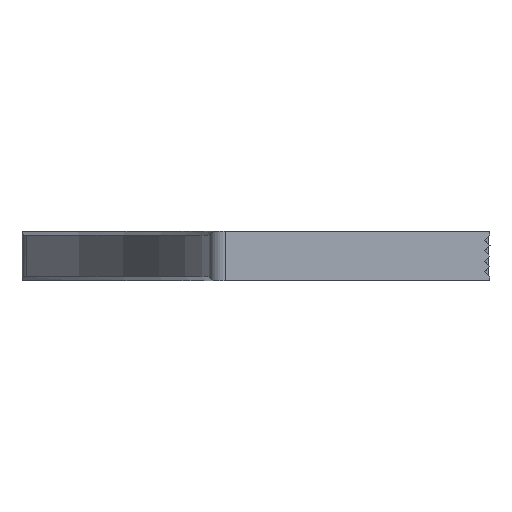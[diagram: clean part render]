
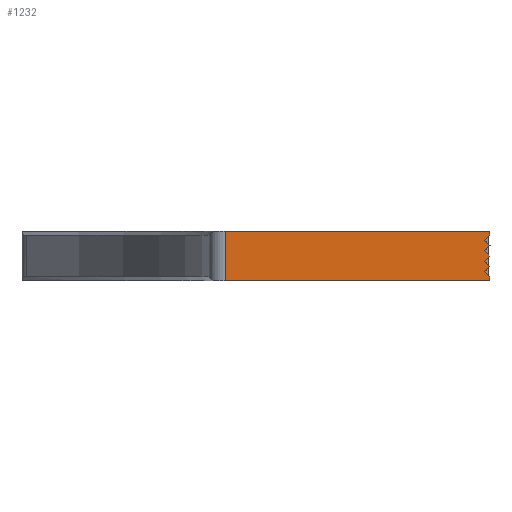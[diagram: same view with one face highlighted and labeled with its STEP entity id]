
A CAD part, front view. The second image highlights one B-rep face of the part: STEP entity #1232.
In plain terms, the highlighted planar face has unit normal (0, -1, 0).
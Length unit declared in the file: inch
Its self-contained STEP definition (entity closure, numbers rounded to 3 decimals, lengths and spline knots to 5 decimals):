
#36 = LINE ( 'NONE', #3972, #2894 ) ;
#92 = LINE ( 'NONE', #1949, #3945 ) ;
#235 = VERTEX_POINT ( 'NONE', #1085 ) ;
#241 = CARTESIAN_POINT ( 'NONE',  ( 7.12598, 0., -0.3744 ) ) ;
#260 = EDGE_LOOP ( 'NONE', ( #2506, #2112, #3968, #670, #2042, #3269, #3971, #813, #1916, #3487, #3649, #3950, #1171 ) ) ;
#273 = LINE ( 'NONE', #3944, #3894 ) ;
#304 = FACE_OUTER_BOUND ( 'NONE', #260, .T. ) ;
#429 = EDGE_CURVE ( 'NONE', #3514, #708, #2308, .T. ) ;
#452 = CARTESIAN_POINT ( 'NONE',  ( 5.004, 0., -0.3744 ) ) ;
#558 = VERTEX_POINT ( 'NONE', #1541 ) ;
#582 = VERTEX_POINT ( 'NONE', #241 ) ;
#637 = VERTEX_POINT ( 'NONE', #800 ) ;
#644 = LINE ( 'NONE', #3128, #2589 ) ;
#666 = CARTESIAN_POINT ( 'NONE',  ( 5.12748, 0., -0.3744 ) ) ;
#670 = ORIENTED_EDGE ( 'NONE', *, *, #1824, .F. ) ;
#681 = LINE ( 'NONE', #944, #3218 ) ;
#708 = VERTEX_POINT ( 'NONE', #1742 ) ;
#800 = CARTESIAN_POINT ( 'NONE',  ( 7.12598, 0., -0.02972 ) ) ;
#813 = ORIENTED_EDGE ( 'NONE', *, *, #3355, .F. ) ;
#898 = CARTESIAN_POINT ( 'NONE',  ( 5.004, 0., 0. ) ) ;
#909 = DIRECTION ( 'NONE',  ( 0., 0., 1. ) ) ;
#919 = VERTEX_POINT ( 'NONE', #1525 ) ;
#937 = DIRECTION ( 'NONE',  ( 1., 0., 0. ) ) ;
#944 = CARTESIAN_POINT ( 'NONE',  ( 7.08661, 0., -0.14783 ) ) ;
#946 = DIRECTION ( 'NONE',  ( -0.707, 0., -0.707 ) ) ;
#1063 = CARTESIAN_POINT ( 'NONE',  ( 7.12598, 0., 0. ) ) ;
#1076 = LINE ( 'NONE', #2248, #2904 ) ;
#1085 = CARTESIAN_POINT ( 'NONE',  ( 7.12598, 0., -0.10846 ) ) ;
#1091 = VERTEX_POINT ( 'NONE', #666 ) ;
#1171 = ORIENTED_EDGE ( 'NONE', *, *, #3871, .T. ) ;
#1232 = ADVANCED_FACE ( 'NONE', ( #304 ), #3675, .T. ) ;
#1239 = CARTESIAN_POINT ( 'NONE',  ( 7.12598, 0., -0.02972 ) ) ;
#1251 = VECTOR ( 'NONE', #946, 39.37008 ) ;
#1263 = DIRECTION ( 'NONE',  ( 0., 0., 1. ) ) ;
#1305 = VECTOR ( 'NONE', #3022, 39.37008 ) ;
#1313 = DIRECTION ( 'NONE',  ( -0.707, 0., -0.707 ) ) ;
#1374 = EDGE_CURVE ( 'NONE', #3931, #1424, #3948, .T. ) ;
#1424 = VERTEX_POINT ( 'NONE', #1063 ) ;
#1437 = EDGE_CURVE ( 'NONE', #3931, #1091, #2280, .T. ) ;
#1438 = AXIS2_PLACEMENT_3D ( 'NONE', #452, #2922, #3165 ) ;
#1525 = CARTESIAN_POINT ( 'NONE',  ( 7.08661, 0., -0.14783 ) ) ;
#1541 = CARTESIAN_POINT ( 'NONE',  ( 7.12598, 0., -0.1872 ) ) ;
#1630 = DIRECTION ( 'NONE',  ( 0.707, 0., -0.707 ) ) ;
#1702 = VECTOR ( 'NONE', #2098, 39.37008 ) ;
#1731 = VECTOR ( 'NONE', #3641, 39.37008 ) ;
#1742 = CARTESIAN_POINT ( 'NONE',  ( 7.08661, 0., -0.30531 ) ) ;
#1759 = LINE ( 'NONE', #3031, #1702 ) ;
#1824 = EDGE_CURVE ( 'NONE', #558, #3775, #2110, .T. ) ;
#1848 = VECTOR ( 'NONE', #3613, 39.37008 ) ;
#1851 = CARTESIAN_POINT ( 'NONE',  ( 7.12598, 0., -0.3744 ) ) ;
#1916 = ORIENTED_EDGE ( 'NONE', *, *, #2274, .T. ) ;
#1949 = CARTESIAN_POINT ( 'NONE',  ( 7.08661, 0., -0.06909 ) ) ;
#2042 = ORIENTED_EDGE ( 'NONE', *, *, #2043, .F. ) ;
#2043 = EDGE_CURVE ( 'NONE', #919, #558, #681, .T. ) ;
#2098 = DIRECTION ( 'NONE',  ( 0.707, 0., -0.707 ) ) ;
#2110 = LINE ( 'NONE', #3332, #1305 ) ;
#2112 = ORIENTED_EDGE ( 'NONE', *, *, #429, .F. ) ;
#2248 = CARTESIAN_POINT ( 'NONE',  ( 7.08661, 0., -0.30531 ) ) ;
#2270 = CARTESIAN_POINT ( 'NONE',  ( 7.08661, 0., -0.22657 ) ) ;
#2274 = EDGE_CURVE ( 'NONE', #637, #1424, #3386, .T. ) ;
#2280 = LINE ( 'NONE', #2598, #1848 ) ;
#2308 = LINE ( 'NONE', #3020, #1731 ) ;
#2456 = VECTOR ( 'NONE', #1263, 39.37008 ) ;
#2506 = ORIENTED_EDGE ( 'NONE', *, *, #3776, .F. ) ;
#2513 = EDGE_CURVE ( 'NONE', #1091, #582, #36, .T. ) ;
#2525 = EDGE_CURVE ( 'NONE', #3306, #235, #92, .T. ) ;
#2589 = VECTOR ( 'NONE', #1313, 39.37008 ) ;
#2598 = CARTESIAN_POINT ( 'NONE',  ( 5.12748, 0., -0.3434 ) ) ;
#2679 = VERTEX_POINT ( 'NONE', #3511 ) ;
#2697 = LINE ( 'NONE', #1239, #1251 ) ;
#2894 = VECTOR ( 'NONE', #937, 39.37008 ) ;
#2904 = VECTOR ( 'NONE', #3495, 39.37008 ) ;
#2911 = CARTESIAN_POINT ( 'NONE',  ( 7.12598, 0., -0.26594 ) ) ;
#2922 = DIRECTION ( 'NONE',  ( 0., -1., 0. ) ) ;
#3020 = CARTESIAN_POINT ( 'NONE',  ( 7.12598, 0., -0.26594 ) ) ;
#3022 = DIRECTION ( 'NONE',  ( -0.707, 0., -0.707 ) ) ;
#3031 = CARTESIAN_POINT ( 'NONE',  ( 7.08661, 0., -0.22657 ) ) ;
#3054 = DIRECTION ( 'NONE',  ( 0.707, 0., -0.707 ) ) ;
#3128 = CARTESIAN_POINT ( 'NONE',  ( 7.12598, 0., -0.10846 ) ) ;
#3165 = DIRECTION ( 'NONE',  ( 0., 0., -1. ) ) ;
#3218 = VECTOR ( 'NONE', #3054, 39.37008 ) ;
#3236 = EDGE_CURVE ( 'NONE', #3775, #3514, #1759, .T. ) ;
#3269 = ORIENTED_EDGE ( 'NONE', *, *, #3693, .F. ) ;
#3287 = CARTESIAN_POINT ( 'NONE',  ( 5.12748, 0., 0. ) ) ;
#3306 = VERTEX_POINT ( 'NONE', #3381 ) ;
#3332 = CARTESIAN_POINT ( 'NONE',  ( 7.12598, 0., -0.1872 ) ) ;
#3335 = DIRECTION ( 'NONE',  ( 1., 0., 0. ) ) ;
#3355 = EDGE_CURVE ( 'NONE', #637, #3306, #2697, .T. ) ;
#3381 = CARTESIAN_POINT ( 'NONE',  ( 7.08661, 0., -0.06909 ) ) ;
#3386 = LINE ( 'NONE', #1851, #2456 ) ;
#3487 = ORIENTED_EDGE ( 'NONE', *, *, #1374, .F. ) ;
#3495 = DIRECTION ( 'NONE',  ( 0.707, 0., -0.707 ) ) ;
#3511 = CARTESIAN_POINT ( 'NONE',  ( 7.12598, 0., -0.34468 ) ) ;
#3514 = VERTEX_POINT ( 'NONE', #2911 ) ;
#3550 = VECTOR ( 'NONE', #3335, 39.37008 ) ;
#3613 = DIRECTION ( 'NONE',  ( 0., 0., -1. ) ) ;
#3641 = DIRECTION ( 'NONE',  ( -0.707, 0., -0.707 ) ) ;
#3649 = ORIENTED_EDGE ( 'NONE', *, *, #1437, .T. ) ;
#3675 = PLANE ( 'NONE',  #1438 ) ;
#3693 = EDGE_CURVE ( 'NONE', #235, #919, #644, .T. ) ;
#3775 = VERTEX_POINT ( 'NONE', #2270 ) ;
#3776 = EDGE_CURVE ( 'NONE', #708, #2679, #1076, .T. ) ;
#3871 = EDGE_CURVE ( 'NONE', #582, #2679, #273, .T. ) ;
#3894 = VECTOR ( 'NONE', #909, 39.37008 ) ;
#3931 = VERTEX_POINT ( 'NONE', #3287 ) ;
#3944 = CARTESIAN_POINT ( 'NONE',  ( 7.12598, 0., -0.3744 ) ) ;
#3945 = VECTOR ( 'NONE', #1630, 39.37008 ) ;
#3948 = LINE ( 'NONE', #898, #3550 ) ;
#3950 = ORIENTED_EDGE ( 'NONE', *, *, #2513, .T. ) ;
#3968 = ORIENTED_EDGE ( 'NONE', *, *, #3236, .F. ) ;
#3971 = ORIENTED_EDGE ( 'NONE', *, *, #2525, .F. ) ;
#3972 = CARTESIAN_POINT ( 'NONE',  ( 5.004, 0., -0.3744 ) ) ;
